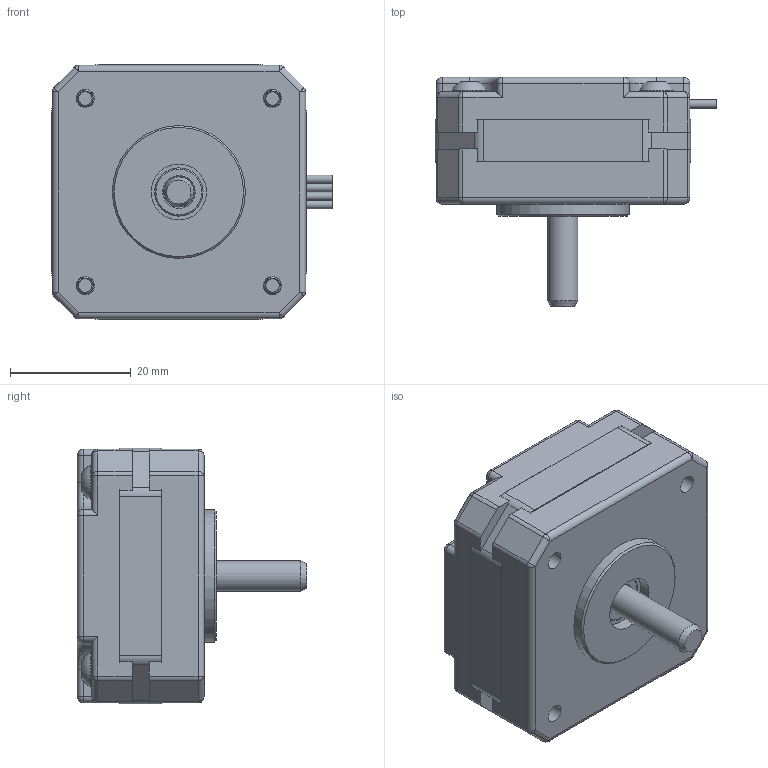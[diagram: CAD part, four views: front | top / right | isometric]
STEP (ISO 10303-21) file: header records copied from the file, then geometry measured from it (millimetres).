
FILE_DESCRIPTION(/* description */ (''),/* implementation_level */ '2;1');
FILE_NAME(/* name */ '17HM08-1204S Nema17 Pancake 21mm.step',/* time_stamp */ '2019-12-08T14:10:15+02:00',/* author */ (''),/* organization */ (''),/* preprocessor_version */ 'ST-DEVELOPER v18',/* originating_system */ 'Autodesk Translation Framework v8.12.0.6',/* authorisation */ '');
FILE_SCHEMA (('AUTOMOTIVE_DESIGN { 1 0 10303 214 3 1 1 }'));
Length unit declared in the file: millimetre
Products named in the file (9): 17HM08-1204S - Nema 17 Pancake 21mm thick; M3 - 12mm 92095A183; Front body; Back body; Middle body; Bearings; Shaft; Wire guard; Wires
Assembly tree (11 placements, depth 2):
  17HM08-1204S - Nema 17 Pancake 21mm thick
    M3 - 12mm 92095A183  x4
    Front body
    Back body
    Middle body
    Bearings
    Shaft
    Wire guard
    Wires
Bounding box: 46.65 x 38 x 42.3 mm (x, y, z)
Volume: 35968.8 mm3; surface area: 17545.8 mm2
Topology: 14 solids, 14 shells, 496 faces, 1233 edges, 780 vertices
Faces by surface type: cylinder 293, plane 127, cone 35, sphere 28, bspline 8, torus 5
Full cylindrical faces by diameter (mm): 1.38 x4, 2.35 x96, 3 x100, 5 x2, 5.7 x4, 8 x4, 9.2 x2, 22 x1
Entity records: 12924 total; most frequent: CARTESIAN_POINT 6021, DIRECTION 1385, ORIENTED_EDGE 1344, EDGE_CURVE 672, AXIS2_PLACEMENT_3D 516, VERTEX_POINT 414, LINE 353, VECTOR 353
